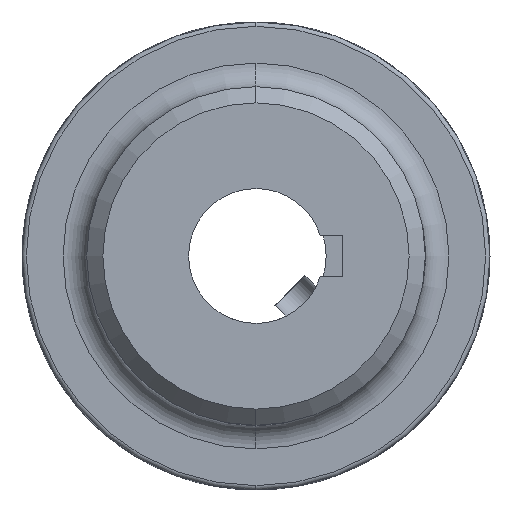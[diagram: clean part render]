
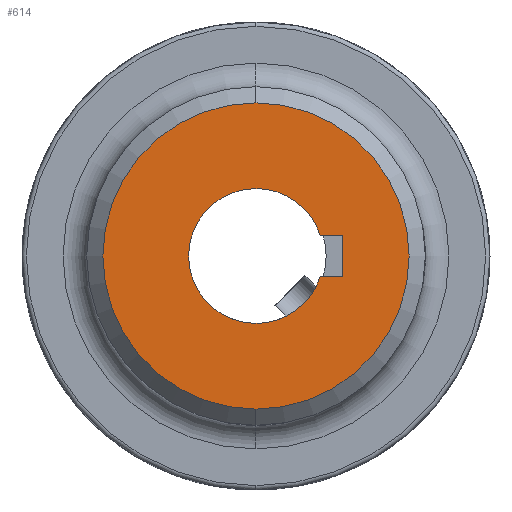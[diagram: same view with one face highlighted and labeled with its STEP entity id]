
A CAD part, front view. The second image highlights one B-rep face of the part: STEP entity #614.
In plain terms, the highlighted planar face has unit normal (0, -1, 0).
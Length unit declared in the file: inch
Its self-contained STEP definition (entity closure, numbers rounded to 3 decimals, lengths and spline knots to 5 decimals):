
#131 = EDGE_LOOP ( 'NONE', ( #8243, #4328, #12899, #4810, #12163, #199 ) ) ;
#199 = ORIENTED_EDGE ( 'NONE', *, *, #15812, .F. ) ;
#352 = DIRECTION ( 'NONE',  ( 1., 0., 0. ) ) ;
#400 = CARTESIAN_POINT ( 'NONE',  ( 0., 0., 0. ) ) ;
#614 = ADVANCED_FACE ( 'NONE', ( #8111, #15665 ), #4818, .F. ) ;
#1254 = DIRECTION ( 'NONE',  ( -1., 0., 0. ) ) ;
#1607 = CARTESIAN_POINT ( 'NONE',  ( 0., 0., 0. ) ) ;
#1650 = AXIS2_PLACEMENT_3D ( 'NONE', #18919, #14813, #12716 ) ;
#1780 = CARTESIAN_POINT ( 'NONE',  ( 0., 0., -0.71 ) ) ;
#1871 = CARTESIAN_POINT ( 'NONE',  ( 0., 0., 0.71 ) ) ;
#2324 = DIRECTION ( 'NONE',  ( 0., -1., 0. ) ) ;
#2509 = VERTEX_POINT ( 'NONE', #15863 ) ;
#3141 = AXIS2_PLACEMENT_3D ( 'NONE', #400, #2324, #9982 ) ;
#4290 = EDGE_LOOP ( 'NONE', ( #8694, #6399 ) ) ;
#4328 = ORIENTED_EDGE ( 'NONE', *, *, #7832, .F. ) ;
#4689 = CARTESIAN_POINT ( 'NONE',  ( 0.40125, 0., -0.0945 ) ) ;
#4810 = ORIENTED_EDGE ( 'NONE', *, *, #18521, .F. ) ;
#4818 = PLANE ( 'NONE',  #1650 ) ;
#4911 = DIRECTION ( 'NONE',  ( 0., 0., 1. ) ) ;
#5874 = CARTESIAN_POINT ( 'NONE',  ( 0., 0., 0.31275 ) ) ;
#5920 = EDGE_CURVE ( 'NONE', #7469, #7149, #9336, .T. ) ;
#5990 = CARTESIAN_POINT ( 'NONE',  ( 0.29813, 0., 0.0945 ) ) ;
#6053 = DIRECTION ( 'NONE',  ( 0., 0., -1. ) ) ;
#6063 = DIRECTION ( 'NONE',  ( 0., 0., 1. ) ) ;
#6399 = ORIENTED_EDGE ( 'NONE', *, *, #14675, .T. ) ;
#6695 = AXIS2_PLACEMENT_3D ( 'NONE', #11232, #14845, #6053 ) ;
#7002 = CIRCLE ( 'NONE', #11306, 0.71 ) ;
#7115 = VERTEX_POINT ( 'NONE', #5874 ) ;
#7149 = VERTEX_POINT ( 'NONE', #16389 ) ;
#7469 = VERTEX_POINT ( 'NONE', #4689 ) ;
#7532 = CARTESIAN_POINT ( 'NONE',  ( 0.40125, 0., -0.0945 ) ) ;
#7832 = EDGE_CURVE ( 'NONE', #7149, #11099, #10099, .T. ) ;
#8111 = FACE_BOUND ( 'NONE', #131, .T. ) ;
#8243 = ORIENTED_EDGE ( 'NONE', *, *, #9363, .F. ) ;
#8282 = LINE ( 'NONE', #7532, #10071 ) ;
#8515 = CARTESIAN_POINT ( 'NONE',  ( 0.40125, 0., 0.0945 ) ) ;
#8694 = ORIENTED_EDGE ( 'NONE', *, *, #17699, .T. ) ;
#9184 = AXIS2_PLACEMENT_3D ( 'NONE', #1607, #11846, #13298 ) ;
#9336 = LINE ( 'NONE', #8515, #18257 ) ;
#9363 = EDGE_CURVE ( 'NONE', #11099, #7115, #10698, .T. ) ;
#9982 = DIRECTION ( 'NONE',  ( 0., 0., -1. ) ) ;
#10071 = VECTOR ( 'NONE', #352, 39.37008 ) ;
#10099 = LINE ( 'NONE', #18719, #14048 ) ;
#10698 = CIRCLE ( 'NONE', #3141, 0.31275 ) ;
#10823 = CIRCLE ( 'NONE', #6695, 0.31275 ) ;
#10897 = CARTESIAN_POINT ( 'NONE',  ( 0., 0., 0. ) ) ;
#11020 = VERTEX_POINT ( 'NONE', #1871 ) ;
#11084 = CIRCLE ( 'NONE', #11525, 0.71 ) ;
#11085 = EDGE_CURVE ( 'NONE', #2509, #14077, #14585, .T. ) ;
#11099 = VERTEX_POINT ( 'NONE', #5990 ) ;
#11232 = CARTESIAN_POINT ( 'NONE',  ( 0., 0., 0. ) ) ;
#11306 = AXIS2_PLACEMENT_3D ( 'NONE', #10897, #12783, #4911 ) ;
#11525 = AXIS2_PLACEMENT_3D ( 'NONE', #16632, #12818, #14430 ) ;
#11846 = DIRECTION ( 'NONE',  ( 0., -1., 0. ) ) ;
#12163 = ORIENTED_EDGE ( 'NONE', *, *, #11085, .F. ) ;
#12716 = DIRECTION ( 'NONE',  ( 0., 0., 1. ) ) ;
#12783 = DIRECTION ( 'NONE',  ( 0., -1., 0. ) ) ;
#12818 = DIRECTION ( 'NONE',  ( 0., -1., 0. ) ) ;
#12899 = ORIENTED_EDGE ( 'NONE', *, *, #5920, .F. ) ;
#13298 = DIRECTION ( 'NONE',  ( 0., 0., -1. ) ) ;
#14048 = VECTOR ( 'NONE', #1254, 39.37008 ) ;
#14077 = VERTEX_POINT ( 'NONE', #17805 ) ;
#14430 = DIRECTION ( 'NONE',  ( 0., 0., 1. ) ) ;
#14585 = CIRCLE ( 'NONE', #9184, 0.31275 ) ;
#14675 = EDGE_CURVE ( 'NONE', #16789, #11020, #7002, .T. ) ;
#14813 = DIRECTION ( 'NONE',  ( 0., 1., 0. ) ) ;
#14845 = DIRECTION ( 'NONE',  ( 0., -1., 0. ) ) ;
#15665 = FACE_OUTER_BOUND ( 'NONE', #4290, .T. ) ;
#15812 = EDGE_CURVE ( 'NONE', #7115, #2509, #10823, .T. ) ;
#15863 = CARTESIAN_POINT ( 'NONE',  ( 0., 0., -0.31275 ) ) ;
#16389 = CARTESIAN_POINT ( 'NONE',  ( 0.40125, 0., 0.0945 ) ) ;
#16632 = CARTESIAN_POINT ( 'NONE',  ( 0., 0., 0. ) ) ;
#16789 = VERTEX_POINT ( 'NONE', #1780 ) ;
#17699 = EDGE_CURVE ( 'NONE', #11020, #16789, #11084, .T. ) ;
#17805 = CARTESIAN_POINT ( 'NONE',  ( 0.29813, 0., -0.0945 ) ) ;
#18257 = VECTOR ( 'NONE', #6063, 39.37008 ) ;
#18521 = EDGE_CURVE ( 'NONE', #14077, #7469, #8282, .T. ) ;
#18719 = CARTESIAN_POINT ( 'NONE',  ( 0.40125, 0., 0.0945 ) ) ;
#18919 = CARTESIAN_POINT ( 'NONE',  ( 0., 0., 0. ) ) ;
